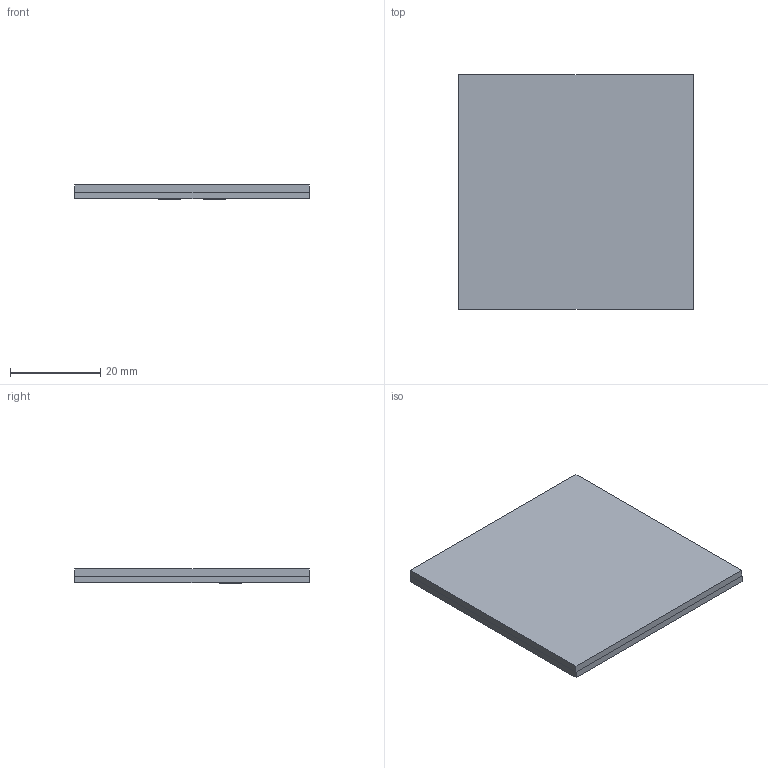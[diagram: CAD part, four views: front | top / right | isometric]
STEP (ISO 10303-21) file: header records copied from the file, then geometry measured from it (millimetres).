
FILE_DESCRIPTION(/* description */ ('STEP AP242','CAx-IF Rec.Pracs.---Representation and Presentation of Product Manufacturing Information (PMI)---4.0---2014-10-13','CAx-IF Rec.Pracs.---3D Tessellated Geometry---0.4---2014-09-14','2;1'),/* implementation_level */ '2;1');
FILE_NAME(/* name */ '65008bbfb37d075096a647ae',/* time_stamp */ '2023-09-12T16:03:11Z',/* author */ (''),/* organization */ (''),/* preprocessor_version */ 'ST-DEVELOPER v19.4',/* originating_system */ ' ',/* authorisation */ ' ');
FILE_SCHEMA (('AP242_MANAGED_MODEL_BASED_3D_ENGINEERING_MIM_LF { 1 0 10303 442 1 1 4 }'));
Length unit declared in the file: metre
Products named in the file (14): P122; Base; EVA; EVA Overlap; id21; id26; id31; id36; id41; id46; id51; id56; id61; id66
Assembly tree (13 placements, depth 2):
  P122
    Base
    EVA
    EVA Overlap
    id21
    id26
    id31
    id36
    id41
    id46
    id51
    id56
    id61
    id66
Bounding box: 52 x 52 x 3.11 mm (x, y, z)
Surface area: 15131.1 mm2
Topology: 13 solids, 13 shells, 92 faces, 192 edges, 128 vertices
Faces by surface type: plane 92
Entity records: 2854 total; most frequent: CARTESIAN_POINT 426, DIRECTION 404, ORIENTED_EDGE 384, EDGE_CURVE 192, LINE 192, VECTOR 192, VERTEX_POINT 128, AXIS2_PLACEMENT_3D 106
